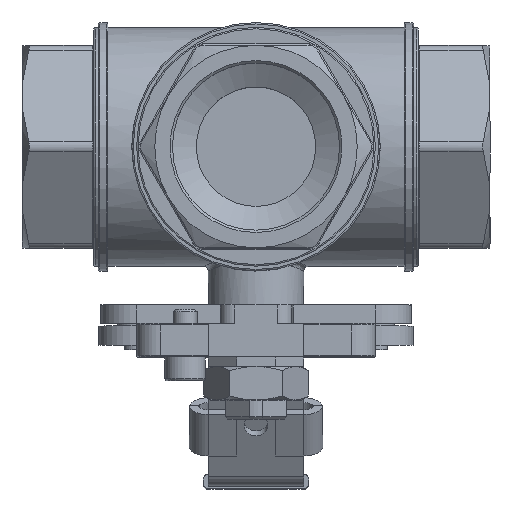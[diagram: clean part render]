
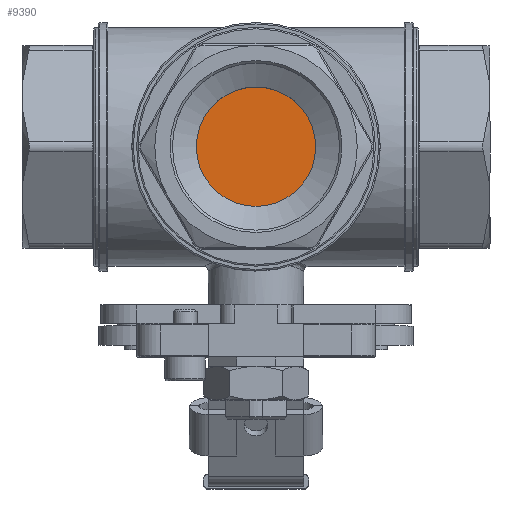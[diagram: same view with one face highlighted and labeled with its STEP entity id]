
A CAD part, top view. The second image highlights one B-rep face of the part: STEP entity #9390.
In plain terms, the highlighted planar face has unit normal (0, 0, 1).
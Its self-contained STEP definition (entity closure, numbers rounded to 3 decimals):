
#489=PLANE('',#10246);
#844=FACE_OUTER_BOUND('',#1406,.T.);
#1406=EDGE_LOOP('',(#6616));
#3550=CIRCLE('',#10247,12.5);
#4021=VERTEX_POINT('',#14868);
#4996=EDGE_CURVE('',#4021,#4021,#3550,.T.);
#6616=ORIENTED_EDGE('',*,*,#4996,.F.);
#9390=ADVANCED_FACE('',(#844),#489,.T.);
#10246=AXIS2_PLACEMENT_3D('',#14867,#11645,#11646);
#10247=AXIS2_PLACEMENT_3D('',#14869,#11647,#11648);
#11645=DIRECTION('center_axis',(0.,0.,1.));
#11646=DIRECTION('ref_axis',(1.,0.,0.));
#11647=DIRECTION('center_axis',(0.,0.,-1.));
#11648=DIRECTION('ref_axis',(1.,0.,0.));
#14867=CARTESIAN_POINT('Origin',(49.,0.,14.));
#14868=CARTESIAN_POINT('',(36.5,0.,14.));
#14869=CARTESIAN_POINT('Origin',(49.,0.,14.));
